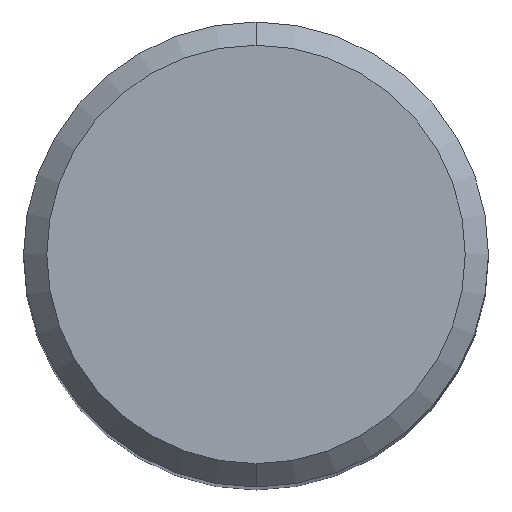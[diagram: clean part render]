
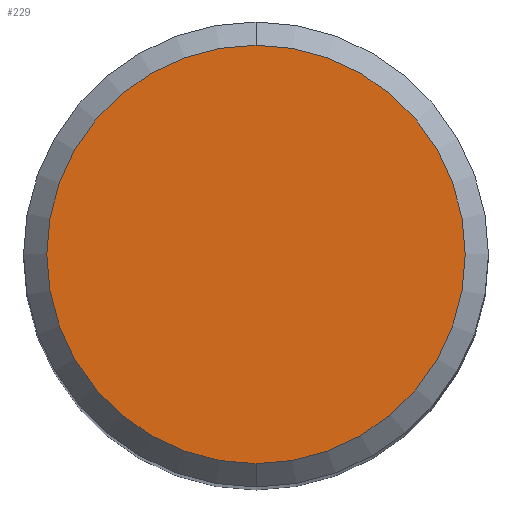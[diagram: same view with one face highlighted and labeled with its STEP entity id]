
A CAD part, top view. The second image highlights one B-rep face of the part: STEP entity #229.
In plain terms, the highlighted planar face has unit normal (0, 0, 1).
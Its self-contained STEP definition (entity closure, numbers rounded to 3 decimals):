
#105=EDGE_CURVE('',#135,#169,#256,.T.);
#135=VERTEX_POINT('',#289);
#169=VERTEX_POINT('',#326);
#187=EDGE_CURVE('',#169,#135,#345,.T.);
#229=ADVANCED_FACE('',(#396),#397,.T.);
#256=CIRCLE('',#421,5.4);
#289=CARTESIAN_POINT('',(0.,-5.4,0.0));
#326=CARTESIAN_POINT('',(0.0,5.4,0.0));
#345=CIRCLE('',#540,5.4);
#396=FACE_OUTER_BOUND('',#598,.T.);
#397=PLANE('',#599);
#421=AXIS2_PLACEMENT_3D('',#608,#609,#610);
#540=AXIS2_PLACEMENT_3D('',#704,#705,#706);
#598=EDGE_LOOP('',(#788,#789));
#599=AXIS2_PLACEMENT_3D('',#790,#791,#792);
#608=CARTESIAN_POINT('',(0.0,0.0,0.0));
#609=DIRECTION('',(0.0,0.0,-1.0));
#610=DIRECTION('',(0.0,1.0,0.0));
#704=CARTESIAN_POINT('',(0.0,0.0,0.0));
#705=DIRECTION('',(0.0,0.0,-1.0));
#706=DIRECTION('',(0.0,1.0,0.0));
#788=ORIENTED_EDGE('',*,*,#187,.F.);
#789=ORIENTED_EDGE('',*,*,#105,.F.);
#790=CARTESIAN_POINT('',(0.0,2.7,0.0));
#791=DIRECTION('',(-0.0,0.0,1.0));
#792=DIRECTION('',(0.0,-1.0,0.0));
